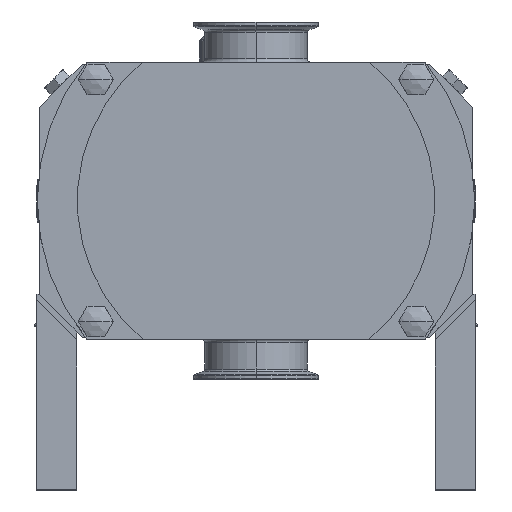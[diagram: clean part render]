
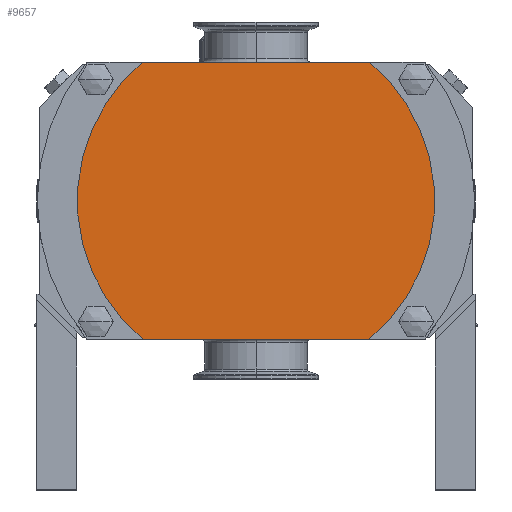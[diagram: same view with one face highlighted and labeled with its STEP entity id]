
A CAD part, top view. The second image highlights one B-rep face of the part: STEP entity #9657.
In plain terms, the highlighted planar face has unit normal (0, 0, 1).
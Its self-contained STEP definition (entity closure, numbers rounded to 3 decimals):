
#256=CARTESIAN_POINT('',(0.,0.,99.035));
#257=DIRECTION('',(0.,0.,1.));
#258=DIRECTION('',(-0.631,0.776,0.));
#259=AXIS2_PLACEMENT_3D('',#256,#257,#258);
#274=DIRECTION('',(1.,0.,0.));
#275=VECTOR('',#274,140.712);
#276=CARTESIAN_POINT('',(-70.356,86.5,99.035));
#277=LINE('',#276,#275);
#278=DIRECTION('',(-1.,0.,0.));
#279=VECTOR('',#278,140.712);
#280=CARTESIAN_POINT('',(70.356,-86.5,99.035));
#281=LINE('',#280,#279);
#291=CARTESIAN_POINT('',(0.,0.,99.035));
#292=DIRECTION('',(0.,0.,1.));
#293=DIRECTION('',(0.631,-0.776,0.));
#294=AXIS2_PLACEMENT_3D('',#291,#292,#293);
#9216=CARTESIAN_POINT('',(-70.356,86.5,99.035));
#9218=VERTEX_POINT('',#9216);
#9220=CARTESIAN_POINT('',(70.356,86.5,99.035));
#9222=VERTEX_POINT('',#9220);
#9224=CARTESIAN_POINT('',(70.356,-86.5,99.035));
#9225=CARTESIAN_POINT('',(-70.356,-86.5,99.035));
#9226=VERTEX_POINT('',#9224);
#9227=VERTEX_POINT('',#9225);
#9645=CARTESIAN_POINT('',(0.,0.,99.035));
#9646=DIRECTION('',(0.,0.,-1.));
#9647=DIRECTION('',(1.,0.,0.));
#9648=AXIS2_PLACEMENT_3D('',#9645,#9646,#9647);
#9649=PLANE('',#9648);
#9650=ORIENTED_EDGE('',*,*,#9465,.T.);
#9652=ORIENTED_EDGE('',*,*,#9651,.F.);
#9653=ORIENTED_EDGE('',*,*,#9539,.T.);
#9654=ORIENTED_EDGE('',*,*,#9637,.F.);
#9655=EDGE_LOOP('',(#9650,#9652,#9653,#9654));
#9656=FACE_OUTER_BOUND('',#9655,.F.);
#9657=ADVANCED_FACE('',(#9656),#9649,.F.);
#260=CIRCLE('',#259,111.5);
#295=CIRCLE('',#294,111.5);
#9465=EDGE_CURVE('',#9218,#9222,#277,.T.);
#9539=EDGE_CURVE('',#9226,#9227,#281,.T.);
#9637=EDGE_CURVE('',#9218,#9227,#260,.T.);
#9651=EDGE_CURVE('',#9226,#9222,#295,.T.);
